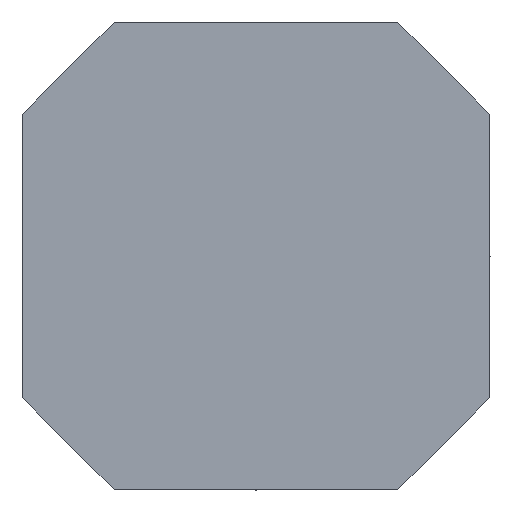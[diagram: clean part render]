
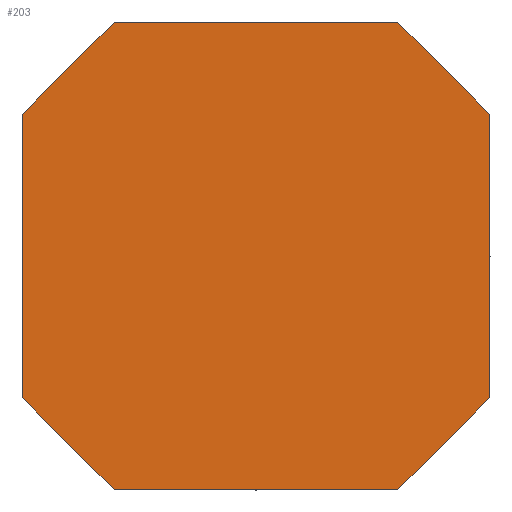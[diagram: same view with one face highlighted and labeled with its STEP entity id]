
A CAD part, left-side view. The second image highlights one B-rep face of the part: STEP entity #203.
In plain terms, the highlighted planar face has unit normal (-1, 0, 0).
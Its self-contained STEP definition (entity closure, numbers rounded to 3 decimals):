
#41=DIRECTION('',(0.,0.707,0.707));
#42=VECTOR('',#41,2.201);
#43=CARTESIAN_POINT('',(0.,2.404,-3.96));
#44=LINE('',#43,#42);
#45=DIRECTION('',(0.,0.,1.));
#46=VECTOR('',#45,4.808);
#47=CARTESIAN_POINT('',(0.,3.96,-2.404));
#48=LINE('',#47,#46);
#49=DIRECTION('',(0.,-0.707,0.707));
#50=VECTOR('',#49,2.201);
#51=CARTESIAN_POINT('',(0.,3.96,2.404));
#52=LINE('',#51,#50);
#53=DIRECTION('',(0.,-1.,0.));
#54=VECTOR('',#53,4.808);
#55=CARTESIAN_POINT('',(0.,2.404,3.96));
#56=LINE('',#55,#54);
#57=DIRECTION('',(0.,-0.707,-0.707));
#58=VECTOR('',#57,2.201);
#59=CARTESIAN_POINT('',(0.,-2.404,3.96));
#60=LINE('',#59,#58);
#61=DIRECTION('',(0.,0.,-1.));
#62=VECTOR('',#61,4.808);
#63=CARTESIAN_POINT('',(0.,-3.96,2.404));
#64=LINE('',#63,#62);
#65=DIRECTION('',(0.,0.707,-0.707));
#66=VECTOR('',#65,2.201);
#67=CARTESIAN_POINT('',(0.,-3.96,-2.404));
#68=LINE('',#67,#66);
#69=DIRECTION('',(0.,1.,0.));
#70=VECTOR('',#69,4.808);
#71=CARTESIAN_POINT('',(0.,-2.404,-3.96));
#72=LINE('',#71,#70);
#97=CARTESIAN_POINT('',(0.,3.96,-2.404));
#98=CARTESIAN_POINT('',(0.,3.96,2.404));
#99=VERTEX_POINT('',#97);
#100=VERTEX_POINT('',#98);
#101=CARTESIAN_POINT('',(0.,2.404,3.96));
#102=CARTESIAN_POINT('',(0.,-2.404,3.96));
#103=VERTEX_POINT('',#101);
#104=VERTEX_POINT('',#102);
#105=CARTESIAN_POINT('',(0.,-3.96,2.404));
#106=CARTESIAN_POINT('',(0.,-3.96,-2.404));
#107=VERTEX_POINT('',#105);
#108=VERTEX_POINT('',#106);
#109=CARTESIAN_POINT('',(0.,-2.404,-3.96));
#110=CARTESIAN_POINT('',(0.,2.404,-3.96));
#111=VERTEX_POINT('',#109);
#112=VERTEX_POINT('',#110);
#182=CARTESIAN_POINT('',(0.,0.,0.));
#183=DIRECTION('',(1.,0.,0.));
#184=DIRECTION('',(0.,-1.,0.));
#185=AXIS2_PLACEMENT_3D('',#182,#183,#184);
#186=PLANE('',#185);
#188=ORIENTED_EDGE('',*,*,#187,.T.);
#190=ORIENTED_EDGE('',*,*,#189,.T.);
#192=ORIENTED_EDGE('',*,*,#191,.T.);
#194=ORIENTED_EDGE('',*,*,#193,.T.);
#196=ORIENTED_EDGE('',*,*,#195,.T.);
#198=ORIENTED_EDGE('',*,*,#197,.T.);
#199=ORIENTED_EDGE('',*,*,#173,.T.);
#200=ORIENTED_EDGE('',*,*,#138,.T.);
#201=EDGE_LOOP('',(#188,#190,#192,#194,#196,#198,#199,#200));
#202=FACE_OUTER_BOUND('',#201,.F.);
#138=EDGE_CURVE('',#111,#112,#72,.T.);
#173=EDGE_CURVE('',#108,#111,#68,.T.);
#187=EDGE_CURVE('',#112,#99,#44,.T.);
#189=EDGE_CURVE('',#99,#100,#48,.T.);
#191=EDGE_CURVE('',#100,#103,#52,.T.);
#193=EDGE_CURVE('',#103,#104,#56,.T.);
#195=EDGE_CURVE('',#104,#107,#60,.T.);
#197=EDGE_CURVE('',#107,#108,#64,.T.);
#203=ADVANCED_FACE('',(#202),#186,.F.);
